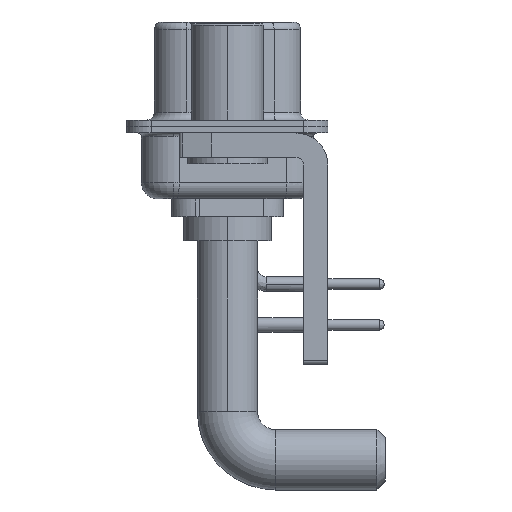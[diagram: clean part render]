
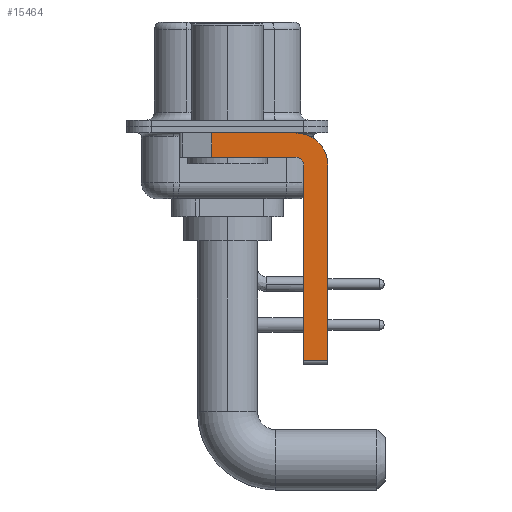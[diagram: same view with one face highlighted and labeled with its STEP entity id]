
A CAD part, left-side view. The second image highlights one B-rep face of the part: STEP entity #15464.
In plain terms, the highlighted planar face has unit normal (-1, 0, 0).
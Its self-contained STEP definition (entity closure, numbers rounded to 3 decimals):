
#87 = ORIENTED_EDGE ( 'NONE', *, *, #18330, .F. ) ;
#399 = VERTEX_POINT ( 'NONE', #8660 ) ;
#1345 = VERTEX_POINT ( 'NONE', #5559 ) ;
#1383 = VERTEX_POINT ( 'NONE', #20966 ) ;
#1450 = CARTESIAN_POINT ( 'NONE',  ( -2.9, -4.25, -1.9 ) ) ;
#1509 = CARTESIAN_POINT ( 'NONE',  ( -2.9, 0.978, -1.9 ) ) ;
#1864 = ORIENTED_EDGE ( 'NONE', *, *, #27783, .T. ) ;
#2178 = AXIS2_PLACEMENT_3D ( 'NONE', #26532, #14226, #11436 ) ;
#2190 = EDGE_CURVE ( 'NONE', #6453, #1345, #3495, .T. ) ;
#3301 = EDGE_CURVE ( 'NONE', #1383, #5675, #27070, .T. ) ;
#3495 = CIRCLE ( 'NONE', #7591, 2. ) ;
#3508 = CARTESIAN_POINT ( 'NONE',  ( -2.9, -6.25, -2.4 ) ) ;
#3573 = CARTESIAN_POINT ( 'NONE',  ( -2.9, -4.25, -1.9 ) ) ;
#3821 = VECTOR ( 'NONE', #4460, 1000. ) ;
#4460 = DIRECTION ( 'NONE',  ( 0., -1., 0. ) ) ;
#4936 = ORIENTED_EDGE ( 'NONE', *, *, #3301, .F. ) ;
#5038 = ORIENTED_EDGE ( 'NONE', *, *, #22348, .T. ) ;
#5098 = DIRECTION ( 'NONE',  ( 0., 0., -1. ) ) ;
#5448 = VECTOR ( 'NONE', #18834, 1000. ) ;
#5559 = CARTESIAN_POINT ( 'NONE',  ( -2.9, -6.25, -2.4 ) ) ;
#5675 = VERTEX_POINT ( 'NONE', #24332 ) ;
#6334 = EDGE_CURVE ( 'NONE', #1345, #14525, #23022, .T. ) ;
#6453 = VERTEX_POINT ( 'NONE', #6715 ) ;
#6715 = CARTESIAN_POINT ( 'NONE',  ( -2.9, -4.25, -0.4 ) ) ;
#7014 = CARTESIAN_POINT ( 'NONE',  ( -2.9, -4.25, -2.4 ) ) ;
#7522 = LINE ( 'NONE', #15927, #23529 ) ;
#7591 = AXIS2_PLACEMENT_3D ( 'NONE', #22842, #10005, #24973 ) ;
#7933 = ORIENTED_EDGE ( 'NONE', *, *, #2190, .F. ) ;
#8548 = DIRECTION ( 'NONE',  ( 0., -1., 0. ) ) ;
#8660 = CARTESIAN_POINT ( 'NONE',  ( -2.9, 0.978, -0.4 ) ) ;
#8685 = CARTESIAN_POINT ( 'NONE',  ( -2.9, 3., -0.4 ) ) ;
#8686 = VERTEX_POINT ( 'NONE', #3573 ) ;
#9822 = CARTESIAN_POINT ( 'NONE',  ( -2.9, -4.75, -14.8 ) ) ;
#10005 = DIRECTION ( 'NONE',  ( 1., 0., 0. ) ) ;
#10036 = DIRECTION ( 'NONE',  ( 0., 0., -1. ) ) ;
#10414 = CARTESIAN_POINT ( 'NONE',  ( -2.9, -6.25, -14.55 ) ) ;
#11436 = DIRECTION ( 'NONE',  ( 0., 0., 1. ) ) ;
#13141 = FACE_OUTER_BOUND ( 'NONE', #26334, .T. ) ;
#13505 = VECTOR ( 'NONE', #14238, 1000. ) ;
#14226 = DIRECTION ( 'NONE',  ( -1., 0., 0. ) ) ;
#14238 = DIRECTION ( 'NONE',  ( 0., 0., 1. ) ) ;
#14525 = VERTEX_POINT ( 'NONE', #10414 ) ;
#15337 = CIRCLE ( 'NONE', #2178, 0.5 ) ;
#15464 = ADVANCED_FACE ( 'NONE', ( #13141 ), #22265, .F. ) ;
#15927 = CARTESIAN_POINT ( 'NONE',  ( -2.9, 0.978, -1.9 ) ) ;
#16514 = ORIENTED_EDGE ( 'NONE', *, *, #6334, .F. ) ;
#16874 = ORIENTED_EDGE ( 'NONE', *, *, #18253, .F. ) ;
#17348 = EDGE_CURVE ( 'NONE', #5675, #8686, #15337, .T. ) ;
#17438 = LINE ( 'NONE', #23965, #3821 ) ;
#18161 = VECTOR ( 'NONE', #10036, 1000. ) ;
#18253 = EDGE_CURVE ( 'NONE', #8686, #27079, #22674, .T. ) ;
#18330 = EDGE_CURVE ( 'NONE', #399, #6453, #18984, .T. ) ;
#18834 = DIRECTION ( 'NONE',  ( 0., 1., 0. ) ) ;
#18984 = LINE ( 'NONE', #8685, #24536 ) ;
#20142 = DIRECTION ( 'NONE',  ( 0., 0., -1. ) ) ;
#20966 = CARTESIAN_POINT ( 'NONE',  ( -2.9, -4.75, -14.55 ) ) ;
#21845 = DIRECTION ( 'NONE',  ( 1., 0., 0. ) ) ;
#22265 = PLANE ( 'NONE',  #23006 ) ;
#22348 = EDGE_CURVE ( 'NONE', #1383, #14525, #17438, .T. ) ;
#22674 = LINE ( 'NONE', #1450, #5448 ) ;
#22842 = CARTESIAN_POINT ( 'NONE',  ( -2.9, -4.25, -2.4 ) ) ;
#23006 = AXIS2_PLACEMENT_3D ( 'NONE', #7014, #21845, #20142 ) ;
#23022 = LINE ( 'NONE', #3508, #18161 ) ;
#23529 = VECTOR ( 'NONE', #5098, 1000. ) ;
#23965 = CARTESIAN_POINT ( 'NONE',  ( -2.9, -4.25, -14.55 ) ) ;
#24332 = CARTESIAN_POINT ( 'NONE',  ( -2.9, -4.75, -2.4 ) ) ;
#24536 = VECTOR ( 'NONE', #8548, 1000. ) ;
#24973 = DIRECTION ( 'NONE',  ( 0., 0., -1. ) ) ;
#25722 = ORIENTED_EDGE ( 'NONE', *, *, #17348, .F. ) ;
#26334 = EDGE_LOOP ( 'NONE', ( #87, #1864, #16874, #25722, #4936, #5038, #16514, #7933 ) ) ;
#26532 = CARTESIAN_POINT ( 'NONE',  ( -2.9, -4.25, -2.4 ) ) ;
#27070 = LINE ( 'NONE', #9822, #13505 ) ;
#27079 = VERTEX_POINT ( 'NONE', #1509 ) ;
#27783 = EDGE_CURVE ( 'NONE', #399, #27079, #7522, .T. ) ;
